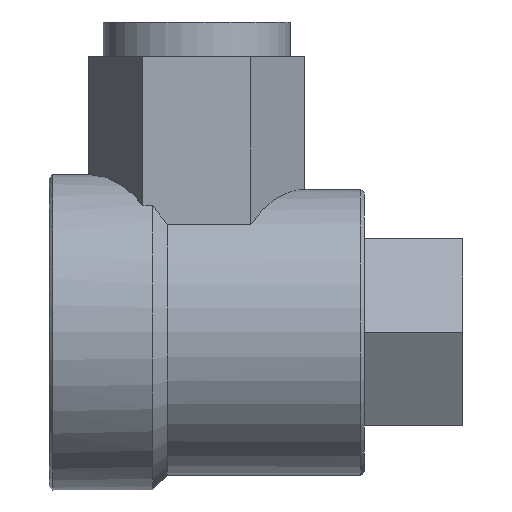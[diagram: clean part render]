
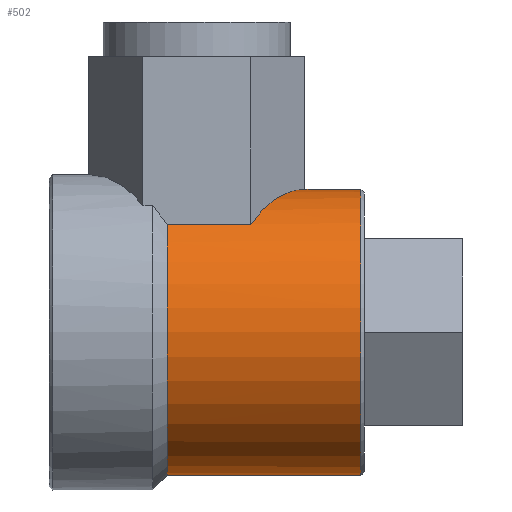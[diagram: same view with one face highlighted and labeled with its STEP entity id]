
A CAD part, left-side view. The second image highlights one B-rep face of the part: STEP entity #502.
In plain terms, the highlighted cylindrical face has radius 14.5 mm (diameter 29 mm), a full revolution.
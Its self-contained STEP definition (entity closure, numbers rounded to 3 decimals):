
#35=ELLIPSE('',#563,16.743,14.5);
#36=ELLIPSE('',#564,16.743,14.5);
#38=CYLINDRICAL_SURFACE('',#561,14.5);
#47=CIRCLE('',#560,14.5);
#48=CIRCLE('',#562,14.5);
#84=ORIENTED_EDGE('',*,*,#213,.F.);
#85=ORIENTED_EDGE('',*,*,#214,.F.);
#86=ORIENTED_EDGE('',*,*,#215,.F.);
#87=ORIENTED_EDGE('',*,*,#216,.F.);
#88=ORIENTED_EDGE('',*,*,#217,.F.);
#89=ORIENTED_EDGE('',*,*,#212,.T.);
#212=EDGE_CURVE('',#271,#272,#47,.T.);
#213=EDGE_CURVE('',#273,#273,#48,.T.);
#214=EDGE_CURVE('',#274,#272,#311,.F.);
#215=EDGE_CURVE('',#275,#274,#35,.T.);
#216=EDGE_CURVE('',#276,#275,#36,.T.);
#217=EDGE_CURVE('',#271,#276,#312,.T.);
#271=VERTEX_POINT('',#810);
#272=VERTEX_POINT('',#815);
#273=VERTEX_POINT('',#819);
#274=VERTEX_POINT('',#821);
#275=VERTEX_POINT('',#823);
#276=VERTEX_POINT('',#825);
#311=LINE('',#820,#351);
#312=LINE('',#826,#352);
#351=VECTOR('',#654,1000.);
#352=VECTOR('',#659,1000.);
#387=EDGE_LOOP('',(#84));
#388=EDGE_LOOP('',(#85,#86,#87,#88,#89));
#433=FACE_BOUND('',#387,.T.);
#434=FACE_BOUND('',#388,.T.);
#502=ADVANCED_FACE('',(#433,#434),#38,.T.);
#560=AXIS2_PLACEMENT_3D('',#816,#648,#649);
#561=AXIS2_PLACEMENT_3D('',#817,#650,#651);
#562=AXIS2_PLACEMENT_3D('',#818,#652,#653);
#563=AXIS2_PLACEMENT_3D('',#822,#655,#656);
#564=AXIS2_PLACEMENT_3D('',#824,#657,#658);
#648=DIRECTION('',(0.,-1.,0.));
#649=DIRECTION('',(0.,0.,-1.));
#650=DIRECTION('',(0.,-1.,0.));
#651=DIRECTION('',(0.,0.,-1.));
#652=DIRECTION('',(0.,-1.,0.));
#653=DIRECTION('',(0.,0.,-1.));
#654=DIRECTION('',(0.,-1.,0.));
#655=DIRECTION('',(0.,0.866,-0.5));
#656=DIRECTION('',(0.,-0.5,-0.866));
#657=DIRECTION('',(0.,0.866,0.5));
#658=DIRECTION('',(0.,-0.5,0.866));
#659=DIRECTION('',(0.,-1.,0.));
#810=CARTESIAN_POINT('',(-10.954,30.,-9.5));
#815=CARTESIAN_POINT('',(-10.954,30.,9.5));
#816=CARTESIAN_POINT('',(0.,30.,0.));
#817=CARTESIAN_POINT('',(0.,10.,0.));
#818=CARTESIAN_POINT('',(0.,10.354,0.));
#819=CARTESIAN_POINT('',(0.,10.354,-14.5));
#820=CARTESIAN_POINT('',(-10.954,10.,9.5));
#821=CARTESIAN_POINT('',(-10.954,21.515,9.5));
#822=CARTESIAN_POINT('',(0.,16.03,0.));
#823=CARTESIAN_POINT('',(-14.5,16.03,0.));
#824=CARTESIAN_POINT('',(0.,16.03,0.));
#825=CARTESIAN_POINT('',(-10.954,21.515,-9.5));
#826=CARTESIAN_POINT('',(-10.954,10.,-9.5));
